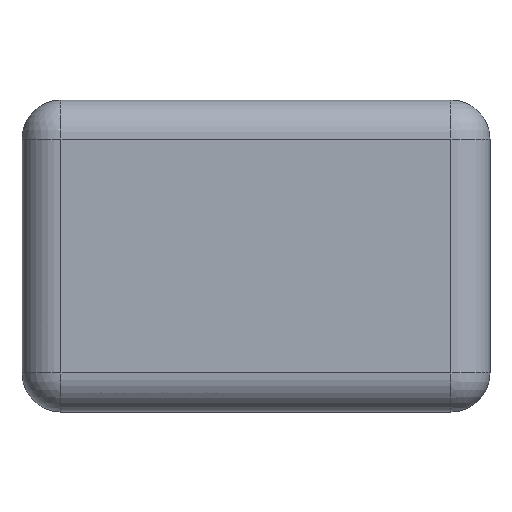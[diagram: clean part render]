
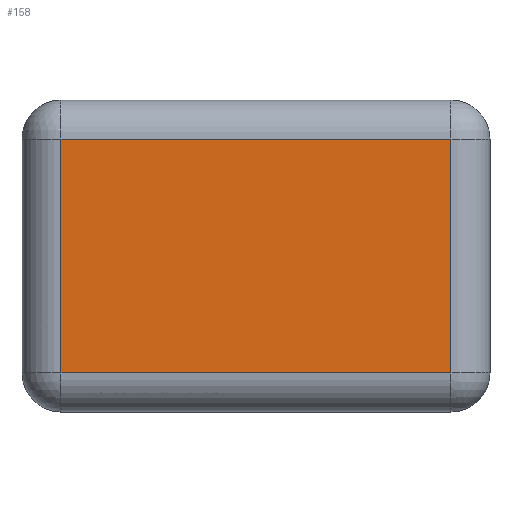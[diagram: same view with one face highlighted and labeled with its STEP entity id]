
A CAD part, left-side view. The second image highlights one B-rep face of the part: STEP entity #158.
In plain terms, the highlighted planar face has unit normal (-1, 0, 0).
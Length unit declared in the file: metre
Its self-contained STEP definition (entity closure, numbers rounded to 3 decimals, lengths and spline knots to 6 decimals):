
#158 = ADVANCED_FACE( '', ( #314 ), #315, .F. );
#314 = FACE_OUTER_BOUND( '', #469, .T. );
#315 = PLANE( '', #470 );
#469 = EDGE_LOOP( '', ( #814, #815, #816, #817 ) );
#470 = AXIS2_PLACEMENT_3D( '', #818, #819, #820 );
#814 = ORIENTED_EDGE( '', *, *, #993, .T. );
#815 = ORIENTED_EDGE( '', *, *, #906, .T. );
#816 = ORIENTED_EDGE( '', *, *, #940, .T. );
#817 = ORIENTED_EDGE( '', *, *, #878, .T. );
#818 = CARTESIAN_POINT( '', ( -0.0003, -0.00015, 0.0001 ) );
#819 = DIRECTION( '', ( 1., 0., 0. ) );
#820 = DIRECTION( '', ( 0., 0., -1. ) );
#878 = EDGE_CURVE( '', #1026, #1018, #1029, .F. );
#906 = EDGE_CURVE( '', #1069, #1074, #1076, .T. );
#940 = EDGE_CURVE( '', #1074, #1026, #1129, .F. );
#993 = EDGE_CURVE( '', #1018, #1069, #1191, .T. );
#1018 = VERTEX_POINT( '', #1218 );
#1026 = VERTEX_POINT( '', #1226 );
#1029 = LINE( '', #1230, #1231 );
#1069 = VERTEX_POINT( '', #1283 );
#1074 = VERTEX_POINT( '', #1289 );
#1076 = LINE( '', #1291, #1292 );
#1129 = LINE( '', #1360, #1361 );
#1191 = LINE( '', #1443, #1444 );
#1218 = CARTESIAN_POINT( '', ( -0.0003, -0.000125, 0.000175 ) );
#1226 = CARTESIAN_POINT( '', ( -0.0003, -0.000125, 0.000025 ) );
#1230 = CARTESIAN_POINT( '', ( -0.0003, -0.000125, 0.0002 ) );
#1231 = VECTOR( '', #1481, 1. );
#1283 = CARTESIAN_POINT( '', ( -0.0003, 0.000125, 0.000175 ) );
#1289 = CARTESIAN_POINT( '', ( -0.0003, 0.000125, 0.000025 ) );
#1291 = CARTESIAN_POINT( '', ( -0.0003, 0.000125, 0.0001 ) );
#1292 = VECTOR( '', #1519, 1. );
#1360 = CARTESIAN_POINT( '', ( -0.0003, -0.00015, 0.000025 ) );
#1361 = VECTOR( '', #1565, 1. );
#1443 = CARTESIAN_POINT( '', ( -0.0003, -0.00015, 0.000175 ) );
#1444 = VECTOR( '', #1625, 1. );
#1481 = DIRECTION( '', ( 0., 0., -1. ) );
#1519 = DIRECTION( '', ( 0., 0., -1. ) );
#1565 = DIRECTION( '', ( 0., 1., 0. ) );
#1625 = DIRECTION( '', ( 0., 1., 0. ) );
